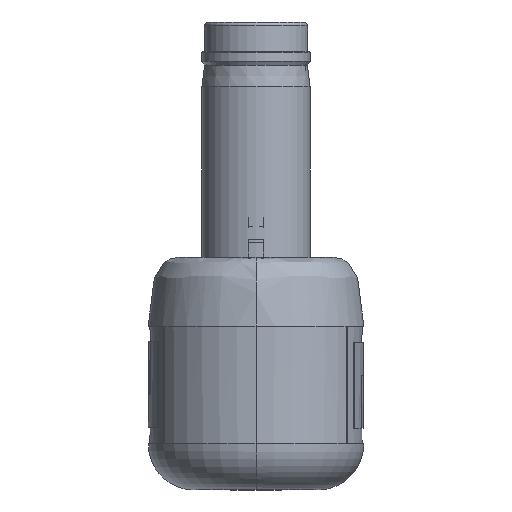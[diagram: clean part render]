
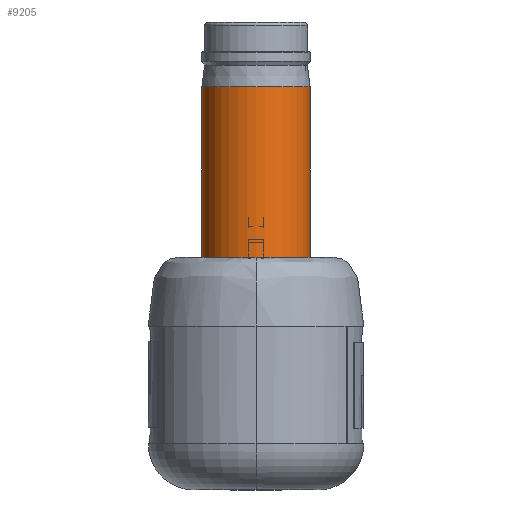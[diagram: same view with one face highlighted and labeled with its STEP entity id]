
A CAD part, left-side view. The second image highlights one B-rep face of the part: STEP entity #9205.
In plain terms, the highlighted cylindrical face has radius 2.755 mm (diameter 5.51 mm), a partial arc.
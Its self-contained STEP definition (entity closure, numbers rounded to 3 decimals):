
#211 = CARTESIAN_POINT ( 'NONE',  ( 14.5, 0., -2.755 ) ) ;
#912 = EDGE_CURVE ( 'NONE', #14470, #4607, #11951, .T. ) ;
#1248 = EDGE_LOOP ( 'NONE', ( #2202, #4733, #1897, #24077 ) ) ;
#1291 = CIRCLE ( 'NONE', #11522, 2.755 ) ;
#1897 = ORIENTED_EDGE ( 'NONE', *, *, #2287, .T. ) ;
#2202 = ORIENTED_EDGE ( 'NONE', *, *, #22233, .F. ) ;
#2287 = EDGE_CURVE ( 'NONE', #26976, #4607, #29042, .T. ) ;
#3694 = CARTESIAN_POINT ( 'NONE',  ( 2.8, 0., 0. ) ) ;
#4607 = VERTEX_POINT ( 'NONE', #7083 ) ;
#4733 = ORIENTED_EDGE ( 'NONE', *, *, #13876, .T. ) ;
#4779 = FACE_OUTER_BOUND ( 'NONE', #1248, .T. ) ;
#5991 = DIRECTION ( 'NONE',  ( -1., 0., 0. ) ) ;
#6221 = CYLINDRICAL_SURFACE ( 'NONE', #13752, 2.755 ) ;
#6323 = DIRECTION ( 'NONE',  ( 0., 0., 1. ) ) ;
#6462 = DIRECTION ( 'NONE',  ( 0., 0., 1. ) ) ;
#6813 = CARTESIAN_POINT ( 'NONE',  ( 2.8, 0., -2.755 ) ) ;
#7083 = CARTESIAN_POINT ( 'NONE',  ( 2.8, 0., 2.755 ) ) ;
#9205 = ADVANCED_FACE ( 'NONE', ( #4779 ), #6221, .T. ) ;
#11522 = AXIS2_PLACEMENT_3D ( 'NONE', #24869, #29331, #6462 ) ;
#11951 = CIRCLE ( 'NONE', #20761, 2.755 ) ;
#13292 = DIRECTION ( 'NONE',  ( -1., 0., 0. ) ) ;
#13752 = AXIS2_PLACEMENT_3D ( 'NONE', #17527, #5991, #17321 ) ;
#13876 = EDGE_CURVE ( 'NONE', #29914, #26976, #1291, .T. ) ;
#14470 = VERTEX_POINT ( 'NONE', #6813 ) ;
#16710 = LINE ( 'NONE', #211, #21775 ) ;
#17321 = DIRECTION ( 'NONE',  ( 0., 0., 1. ) ) ;
#17527 = CARTESIAN_POINT ( 'NONE',  ( 14.5, 0., 0. ) ) ;
#20643 = CARTESIAN_POINT ( 'NONE',  ( 13.9, 0., -2.755 ) ) ;
#20761 = AXIS2_PLACEMENT_3D ( 'NONE', #3694, #13292, #6323 ) ;
#21711 = DIRECTION ( 'NONE',  ( -1., 0., 0. ) ) ;
#21775 = VECTOR ( 'NONE', #23376, 1000. ) ;
#21918 = CARTESIAN_POINT ( 'NONE',  ( 14.5, 0., 2.755 ) ) ;
#22233 = EDGE_CURVE ( 'NONE', #29914, #14470, #16710, .T. ) ;
#22847 = VECTOR ( 'NONE', #21711, 1000. ) ;
#23376 = DIRECTION ( 'NONE',  ( -1., 0., 0. ) ) ;
#24077 = ORIENTED_EDGE ( 'NONE', *, *, #912, .F. ) ;
#24869 = CARTESIAN_POINT ( 'NONE',  ( 13.9, 0., 0. ) ) ;
#26976 = VERTEX_POINT ( 'NONE', #27364 ) ;
#27364 = CARTESIAN_POINT ( 'NONE',  ( 13.9, 0., 2.755 ) ) ;
#29042 = LINE ( 'NONE', #21918, #22847 ) ;
#29331 = DIRECTION ( 'NONE',  ( -1., 0., 0. ) ) ;
#29914 = VERTEX_POINT ( 'NONE', #20643 ) ;
